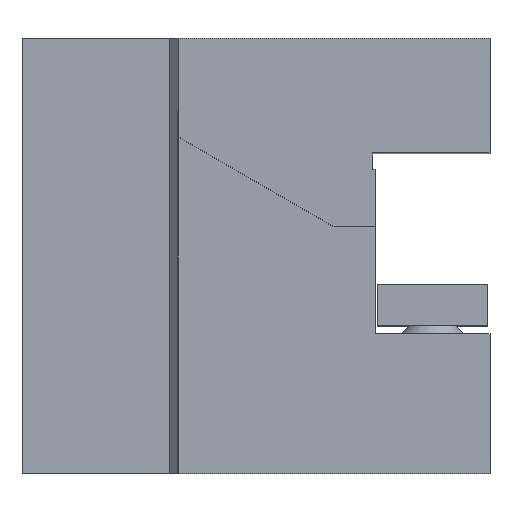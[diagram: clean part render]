
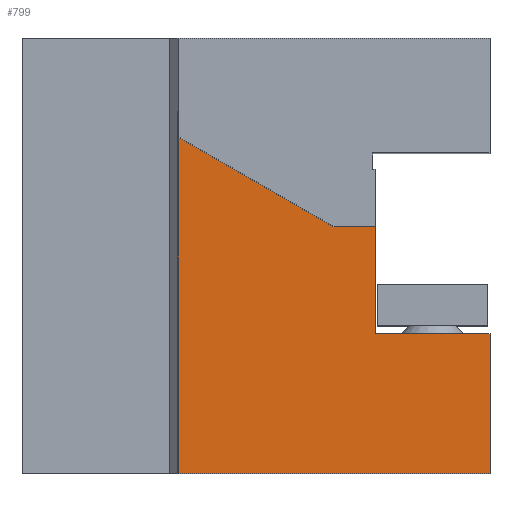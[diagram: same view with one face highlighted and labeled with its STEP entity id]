
A CAD part, top view. The second image highlights one B-rep face of the part: STEP entity #799.
In plain terms, the highlighted planar face has unit normal (0, 0, 1).
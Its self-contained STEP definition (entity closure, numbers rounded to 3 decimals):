
#150=PLANE('',#2789);
#222=LINE('',#3769,#442);
#251=LINE('',#3835,#471);
#270=LINE('',#3875,#490);
#274=LINE('',#3881,#494);
#370=LINE('',#4594,#590);
#371=LINE('',#4596,#591);
#372=LINE('',#4597,#592);
#442=VECTOR('',#2967,1.);
#471=VECTOR('',#3004,1.);
#490=VECTOR('',#3045,1.);
#494=VECTOR('',#3051,1.);
#590=VECTOR('',#3403,1.);
#591=VECTOR('',#3404,1.);
#592=VECTOR('',#3405,1.);
#799=ADVANCED_FACE('',(#947),#150,.F.);
#947=FACE_OUTER_BOUND('',#1092,.T.);
#1092=EDGE_LOOP('',(#1711,#1712,#1713,#1714,#1715,#1716,#1717));
#1711=ORIENTED_EDGE('',*,*,#2298,.F.);
#1712=ORIENTED_EDGE('',*,*,#2494,.T.);
#1713=ORIENTED_EDGE('',*,*,#2495,.T.);
#1714=ORIENTED_EDGE('',*,*,#2322,.F.);
#1715=ORIENTED_EDGE('',*,*,#2267,.F.);
#1716=ORIENTED_EDGE('',*,*,#2318,.T.);
#1717=ORIENTED_EDGE('',*,*,#2496,.F.);
#2012=VERTEX_POINT('',#3768);
#2013=VERTEX_POINT('',#3770);
#2037=VERTEX_POINT('',#3822);
#2041=VERTEX_POINT('',#3834);
#2051=VERTEX_POINT('',#3874);
#2053=VERTEX_POINT('',#3882);
#2162=VERTEX_POINT('',#4595);
#2267=EDGE_CURVE('',#2012,#2013,#222,.T.);
#2298=EDGE_CURVE('',#2041,#2037,#251,.T.);
#2318=EDGE_CURVE('',#2012,#2051,#270,.T.);
#2322=EDGE_CURVE('',#2013,#2053,#274,.T.);
#2494=EDGE_CURVE('',#2041,#2162,#370,.T.);
#2495=EDGE_CURVE('',#2162,#2053,#371,.T.);
#2496=EDGE_CURVE('',#2037,#2051,#372,.T.);
#2789=AXIS2_PLACEMENT_3D('',#4598,#3406,#3407);
#2967=DIRECTION('',(-1.,0.,0.));
#3004=DIRECTION('',(0.,-1.,0.));
#3045=DIRECTION('',(0.,1.,0.));
#3051=DIRECTION('',(0.,1.,0.));
#3403=DIRECTION('',(-1.,0.,0.));
#3404=DIRECTION('',(-0.866,0.5,0.));
#3405=DIRECTION('',(1.,0.,0.));
#3406=DIRECTION('',(0.,0.,-1.));
#3407=DIRECTION('',(1.,0.,0.));
#3768=CARTESIAN_POINT('',(31.,-23.,50.));
#3769=CARTESIAN_POINT('',(31.,-23.,50.));
#3770=CARTESIAN_POINT('',(-7.,-23.,50.));
#3822=CARTESIAN_POINT('',(17.,-6.,50.));
#3834=CARTESIAN_POINT('',(17.,7.,50.));
#3835=CARTESIAN_POINT('',(17.,-23.,50.));
#3874=CARTESIAN_POINT('',(31.,-6.,50.));
#3875=CARTESIAN_POINT('',(31.,-23.,50.));
#3881=CARTESIAN_POINT('',(-7.,-23.,50.));
#3882=CARTESIAN_POINT('',(-7.,17.97,50.));
#4594=CARTESIAN_POINT('',(31.,7.,50.));
#4595=CARTESIAN_POINT('',(12.,7.,50.));
#4596=CARTESIAN_POINT('',(-7.,17.97,50.));
#4597=CARTESIAN_POINT('',(31.,-6.,50.));
#4598=CARTESIAN_POINT('',(31.,-23.,50.));
